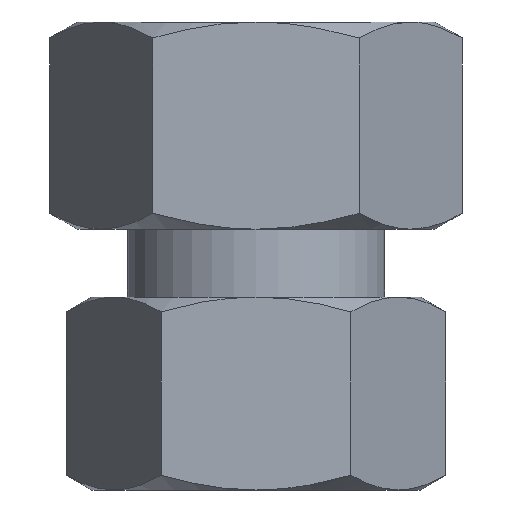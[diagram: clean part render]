
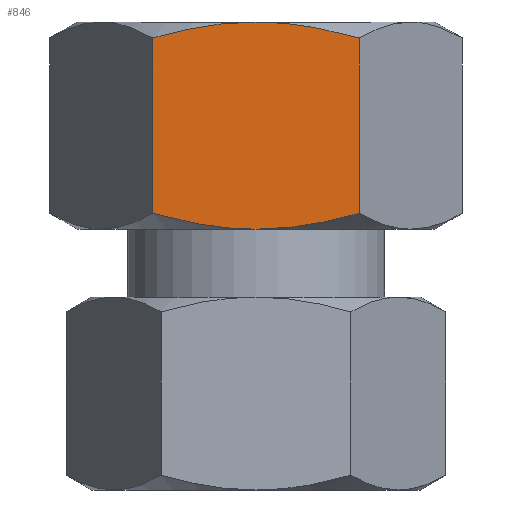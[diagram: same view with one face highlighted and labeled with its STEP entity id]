
A CAD part, left-side view. The second image highlights one B-rep face of the part: STEP entity #846.
In plain terms, the highlighted planar face has unit normal (-1, 0, 0).
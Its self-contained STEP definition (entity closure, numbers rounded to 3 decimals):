
#20=LINE('',#1613,#32);
#21=LINE('',#1614,#33);
#32=VECTOR('',#1193,1000.);
#33=VECTOR('',#1194,1000.);
#64=PLANE('',#973);
#274=ORIENTED_EDGE('',*,*,#382,.T.);
#275=ORIENTED_EDGE('',*,*,#385,.T.);
#276=ORIENTED_EDGE('',*,*,#444,.T.);
#277=ORIENTED_EDGE('',*,*,#405,.T.);
#278=ORIENTED_EDGE('',*,*,#409,.T.);
#279=ORIENTED_EDGE('',*,*,#445,.F.);
#382=EDGE_CURVE('',#480,#481,#554,.T.);
#385=EDGE_CURVE('',#481,#483,#556,.T.);
#405=EDGE_CURVE('',#496,#497,#569,.T.);
#409=EDGE_CURVE('',#497,#500,#572,.T.);
#444=EDGE_CURVE('',#483,#496,#20,.T.);
#445=EDGE_CURVE('',#480,#500,#21,.T.);
#480=VERTEX_POINT('',#1385);
#481=VERTEX_POINT('',#1386);
#483=VERTEX_POINT('',#1399);
#496=VERTEX_POINT('',#1476);
#497=VERTEX_POINT('',#1478);
#500=VERTEX_POINT('',#1501);
#554=B_SPLINE_CURVE_WITH_KNOTS('',3,(#1381,#1382,#1383,#1384),
 .UNSPECIFIED.,.F.,.F.,(4,4),(0.031,0.046),
 .UNSPECIFIED.);
#556=B_SPLINE_CURVE_WITH_KNOTS('',3,(#1395,#1396,#1397,#1398),
 .UNSPECIFIED.,.F.,.F.,(4,4),(0.046,0.061),
 .UNSPECIFIED.);
#569=B_SPLINE_CURVE_WITH_KNOTS('',3,(#1479,#1480,#1481,#1482),
 .UNSPECIFIED.,.F.,.F.,(4,4),(0.031,0.046),
 .UNSPECIFIED.);
#572=B_SPLINE_CURVE_WITH_KNOTS('',3,(#1497,#1498,#1499,#1500),
 .UNSPECIFIED.,.F.,.F.,(4,4),(0.046,0.061),
 .UNSPECIFIED.);
#658=EDGE_LOOP('',(#274,#275,#276,#277,#278,#279));
#750=FACE_BOUND('',#658,.T.);
#846=ADVANCED_FACE('',(#750),#64,.F.);
#973=AXIS2_PLACEMENT_3D('',#1612,#1191,#1192);
#1191=DIRECTION('',(1.,0.,0.));
#1192=DIRECTION('',(0.,0.,-1.));
#1193=DIRECTION('',(0.,0.,-1.));
#1194=DIRECTION('',(0.,0.,-1.));
#1381=CARTESIAN_POINT('',(-25.,-14.434,0.267));
#1382=CARTESIAN_POINT('',(-25.,-9.731,1.625));
#1383=CARTESIAN_POINT('',(-25.,-4.943,2.5));
#1384=CARTESIAN_POINT('',(-25.,0.,2.5));
#1385=CARTESIAN_POINT('',(-25.,-14.434,0.267));
#1386=CARTESIAN_POINT('',(-25.,0.,2.5));
#1395=CARTESIAN_POINT('',(-25.,0.,2.5));
#1396=CARTESIAN_POINT('',(-25.,4.94,2.5));
#1397=CARTESIAN_POINT('',(-25.,9.737,1.623));
#1398=CARTESIAN_POINT('',(-25.,14.434,0.267));
#1399=CARTESIAN_POINT('',(-25.,14.434,0.267));
#1476=CARTESIAN_POINT('',(-25.,14.434,-24.267));
#1478=CARTESIAN_POINT('',(-25.,0.,-26.5));
#1479=CARTESIAN_POINT('',(-25.,14.434,-24.267));
#1480=CARTESIAN_POINT('',(-25.,9.731,-25.625));
#1481=CARTESIAN_POINT('',(-25.,4.943,-26.5));
#1482=CARTESIAN_POINT('',(-25.,0.,-26.5));
#1497=CARTESIAN_POINT('',(-25.,0.,-26.5));
#1498=CARTESIAN_POINT('',(-25.,-4.94,-26.5));
#1499=CARTESIAN_POINT('',(-25.,-9.737,-25.623));
#1500=CARTESIAN_POINT('',(-25.,-14.434,-24.267));
#1501=CARTESIAN_POINT('',(-25.,-14.434,-24.267));
#1612=CARTESIAN_POINT('',(-25.,14.434,2.5));
#1613=CARTESIAN_POINT('',(-25.,14.434,2.5));
#1614=CARTESIAN_POINT('',(-25.,-14.434,2.5));
